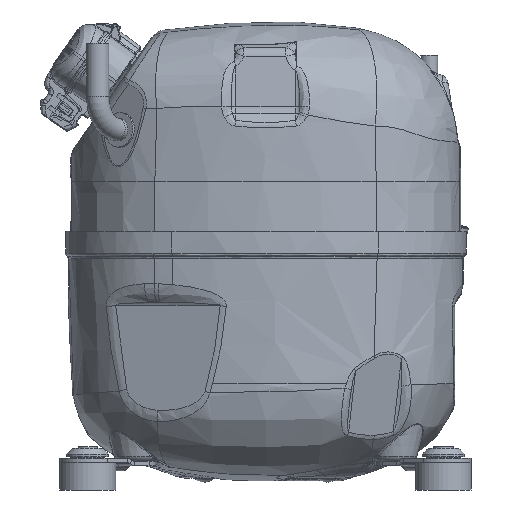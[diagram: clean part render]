
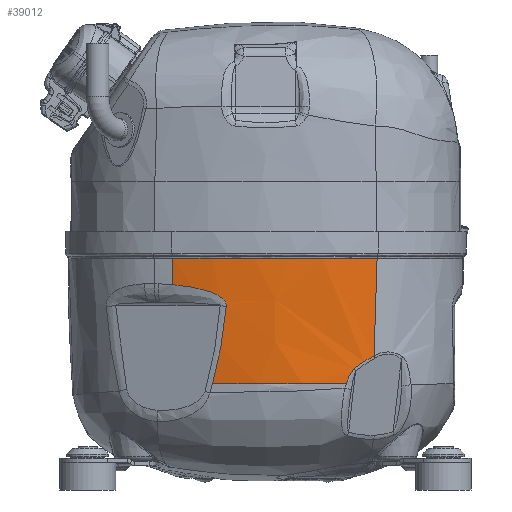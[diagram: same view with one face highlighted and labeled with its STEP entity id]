
A CAD part, front view. The second image highlights one B-rep face of the part: STEP entity #39012.
In plain terms, the highlighted free-form (B-spline) face has degree [3, 3] with [7, 4] control points.
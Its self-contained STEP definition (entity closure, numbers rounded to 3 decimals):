
#559=B_SPLINE_SURFACE_WITH_KNOTS('',3,3,((#266375,#266376,#266377,#266378),
(#266379,#266380,#266381,#266382),(#266383,#266384,#266385,#266386),(#266387,
#266388,#266389,#266390),(#266391,#266392,#266393,#266394),(#266395,#266396,
#266397,#266398),(#266399,#266400,#266401,#266402)),.UNSPECIFIED.,.F.,.F.,
 .F.,(4,3,4),(4,4),(0.,0.5,1.),(0.,1.),.UNSPECIFIED.);
#8414=FACE_OUTER_BOUND('',#47196,.T.);
#30087=B_SPLINE_CURVE_WITH_KNOTS('',3,(#265421,#265422,#265423,#265424),
 .UNSPECIFIED.,.F.,.F.,(4,4),(0.,1.),.UNSPECIFIED.);
#30088=B_SPLINE_CURVE_WITH_KNOTS('',3,(#265439,#265440,#265441,#265442,
#265443,#265444,#265445,#265446),.UNSPECIFIED.,.F.,.F.,(4,2,2,4),(0.,0.5,
0.75,1.),.UNSPECIFIED.);
#30090=B_SPLINE_CURVE_WITH_KNOTS('',3,(#265476,#265477,#265478,#265479,
#265480,#265481),.UNSPECIFIED.,.F.,.F.,(4,2,4),(0.,0.5,1.),
 .UNSPECIFIED.);
#30092=B_SPLINE_CURVE_WITH_KNOTS('',3,(#265515,#265516,#265517,#265518),
 .UNSPECIFIED.,.F.,.F.,(4,4),(0.,1.),.UNSPECIFIED.);
#30093=B_SPLINE_CURVE_WITH_KNOTS('',3,(#265539,#265540,#265541,#265542,
#265543,#265544,#265545,#265546,#265547,#265548),.UNSPECIFIED.,.F.,.F.,
(4,2,2,2,4),(0.,0.5,0.75,0.875,1.),.UNSPECIFIED.);
#30110=B_SPLINE_CURVE_WITH_KNOTS('',3,(#266296,#266297,#266298,#266299),
 .UNSPECIFIED.,.F.,.F.,(4,4),(0.,1.),.UNSPECIFIED.);
#30115=B_SPLINE_CURVE_WITH_KNOTS('',3,(#266362,#266363,#266364,#266365,
#266366,#266367,#266368,#266369),.UNSPECIFIED.,.F.,.F.,(4,2,2,4),(0.,0.5,
0.75,1.),.UNSPECIFIED.);
#30116=B_SPLINE_CURVE_WITH_KNOTS('',3,(#266371,#266372,#266373,#266374),
 .UNSPECIFIED.,.F.,.F.,(4,4),(0.,1.),.UNSPECIFIED.);
#39012=ADVANCED_FACE('',(#8414),#559,.T.);
#47196=EDGE_LOOP('',(#76890,#76891,#76892,#76893,#76894,#76895,#76896,#76897));
#76890=ORIENTED_EDGE('',*,*,#103295,.T.);
#76891=ORIENTED_EDGE('',*,*,#103300,.T.);
#76892=ORIENTED_EDGE('',*,*,#103301,.T.);
#76893=ORIENTED_EDGE('',*,*,#103273,.T.);
#76894=ORIENTED_EDGE('',*,*,#103271,.T.);
#76895=ORIENTED_EDGE('',*,*,#103269,.T.);
#76896=ORIENTED_EDGE('',*,*,#103267,.T.);
#76897=ORIENTED_EDGE('',*,*,#103265,.T.);
#88104=VERTEX_POINT('',#265420);
#88105=VERTEX_POINT('',#265425);
#88106=VERTEX_POINT('',#265447);
#88107=VERTEX_POINT('',#265482);
#88108=VERTEX_POINT('',#265519);
#88109=VERTEX_POINT('',#265549);
#88118=VERTEX_POINT('',#266295);
#88121=VERTEX_POINT('',#266370);
#103265=EDGE_CURVE('',#88105,#88104,#30087,.T.);
#103267=EDGE_CURVE('',#88106,#88105,#30088,.T.);
#103269=EDGE_CURVE('',#88107,#88106,#30090,.T.);
#103271=EDGE_CURVE('',#88108,#88107,#30092,.T.);
#103273=EDGE_CURVE('',#88109,#88108,#30093,.T.);
#103295=EDGE_CURVE('',#88104,#88118,#30110,.T.);
#103300=EDGE_CURVE('',#88118,#88121,#30115,.T.);
#103301=EDGE_CURVE('',#88121,#88109,#30116,.T.);
#265420=CARTESIAN_POINT('',(61.985,-76.42,-59.013));
#265421=CARTESIAN_POINT('',(50.466,-79.445,-66.778));
#265422=CARTESIAN_POINT('',(54.11,-78.635,-63.833));
#265423=CARTESIAN_POINT('',(57.941,-77.645,-61.199));
#265424=CARTESIAN_POINT('',(61.985,-76.42,-59.013));
#265425=CARTESIAN_POINT('',(50.466,-79.445,-66.778));
#265439=CARTESIAN_POINT('',(46.183,-80.08,-74.998));
#265440=CARTESIAN_POINT('',(46.664,-80.05,-73.506));
#265441=CARTESIAN_POINT('',(47.198,-80.001,-72.037));
#265442=CARTESIAN_POINT('',(48.189,-79.868,-69.911));
#265443=CARTESIAN_POINT('',(48.551,-79.814,-69.214));
#265444=CARTESIAN_POINT('',(49.386,-79.669,-67.903));
#265445=CARTESIAN_POINT('',(49.859,-79.58,-67.268));
#265446=CARTESIAN_POINT('',(50.466,-79.445,-66.778));
#265447=CARTESIAN_POINT('',(46.183,-80.08,-74.998));
#265476=CARTESIAN_POINT('',(-30.264,-83.231,-74.997));
#265477=CARTESIAN_POINT('',(-17.612,-85.198,-74.996));
#265478=CARTESIAN_POINT('',(-4.671,-85.935,-74.995));
#265479=CARTESIAN_POINT('',(21.055,-84.864,-74.995));
#265480=CARTESIAN_POINT('',(33.836,-83.058,-74.996));
#265481=CARTESIAN_POINT('',(46.183,-80.08,-74.998));
#265482=CARTESIAN_POINT('',(-30.264,-83.231,-74.997));
#265515=CARTESIAN_POINT('',(-22.445,-85.952,-30.857));
#265516=CARTESIAN_POINT('',(-23.788,-85.487,-45.794));
#265517=CARTESIAN_POINT('',(-26.182,-84.658,-60.622));
#265518=CARTESIAN_POINT('',(-30.264,-83.231,-74.997));
#265519=CARTESIAN_POINT('',(-22.445,-85.952,-30.857));
#265539=CARTESIAN_POINT('',(-52.999,-80.308,-18.513));
#265540=CARTESIAN_POINT('',(-47.307,-81.855,-19.012));
#265541=CARTESIAN_POINT('',(-41.597,-83.134,-19.767));
#265542=CARTESIAN_POINT('',(-33.121,-84.641,-22.004));
#265543=CARTESIAN_POINT('',(-30.303,-85.074,-22.926));
#265544=CARTESIAN_POINT('',(-26.424,-85.58,-24.997));
#265545=CARTESIAN_POINT('',(-25.164,-85.728,-25.811));
#265546=CARTESIAN_POINT('',(-23.098,-85.939,-27.945));
#265547=CARTESIAN_POINT('',(-22.31,-85.999,-29.355));
#265548=CARTESIAN_POINT('',(-22.445,-85.952,-30.857));
#265549=CARTESIAN_POINT('',(-52.999,-80.308,-18.513));
#266295=CARTESIAN_POINT('',(63.71,-77.163,-3.599));
#266296=CARTESIAN_POINT('',(61.985,-76.42,-59.013));
#266297=CARTESIAN_POINT('',(63.126,-76.908,-40.567));
#266298=CARTESIAN_POINT('',(63.698,-77.157,-22.088));
#266299=CARTESIAN_POINT('',(63.71,-77.163,-3.599));
#266362=CARTESIAN_POINT('',(63.71,-77.163,-3.599));
#266363=CARTESIAN_POINT('',(44.865,-83.443,-3.599));
#266364=CARTESIAN_POINT('',(25.573,-86.843,-3.599));
#266365=CARTESIAN_POINT('',(-4.026,-87.701,-3.599));
#266366=CARTESIAN_POINT('',(-14.018,-87.256,-3.599));
#266367=CARTESIAN_POINT('',(-33.705,-84.908,-3.599));
#266368=CARTESIAN_POINT('',(-43.418,-83.017,-3.599));
#266369=CARTESIAN_POINT('',(-53.,-80.405,-3.599));
#266370=CARTESIAN_POINT('',(-53.,-80.405,-3.599));
#266371=CARTESIAN_POINT('',(-53.,-80.405,-3.599));
#266372=CARTESIAN_POINT('',(-53.,-80.402,-8.595));
#266373=CARTESIAN_POINT('',(-53.,-80.37,-13.566));
#266374=CARTESIAN_POINT('',(-52.999,-80.308,-18.513));
#266375=CARTESIAN_POINT('',(64.372,-76.941,-3.171));
#266376=CARTESIAN_POINT('',(64.37,-76.938,-27.257));
#266377=CARTESIAN_POINT('',(63.885,-76.365,-51.344));
#266378=CARTESIAN_POINT('',(62.922,-75.225,-75.43));
#266379=CARTESIAN_POINT('',(45.789,-83.206,-3.171));
#266380=CARTESIAN_POINT('',(45.788,-83.203,-27.256));
#266381=CARTESIAN_POINT('',(45.443,-82.583,-51.341));
#266382=CARTESIAN_POINT('',(44.758,-81.349,-75.426));
#266383=CARTESIAN_POINT('',(25.815,-86.851,-3.171));
#266384=CARTESIAN_POINT('',(25.814,-86.848,-27.255));
#266385=CARTESIAN_POINT('',(25.62,-86.201,-51.34));
#266386=CARTESIAN_POINT('',(25.234,-84.913,-75.424));
#266387=CARTESIAN_POINT('',(5.689,-87.42,-3.171));
#266388=CARTESIAN_POINT('',(5.689,-87.417,-27.255));
#266389=CARTESIAN_POINT('',(5.646,-86.765,-51.34));
#266390=CARTESIAN_POINT('',(5.561,-85.468,-75.424));
#266391=CARTESIAN_POINT('',(-14.437,-87.988,-3.171));
#266392=CARTESIAN_POINT('',(-14.436,-87.985,-27.255));
#266393=CARTESIAN_POINT('',(-14.327,-87.329,-51.34));
#266394=CARTESIAN_POINT('',(-14.111,-86.024,-75.424));
#266395=CARTESIAN_POINT('',(-34.675,-85.476,-3.171));
#266396=CARTESIAN_POINT('',(-34.674,-85.473,-27.256));
#266397=CARTESIAN_POINT('',(-34.413,-84.836,-51.341));
#266398=CARTESIAN_POINT('',(-33.894,-83.569,-75.425));
#266399=CARTESIAN_POINT('',(-53.732,-80.204,-3.171));
#266400=CARTESIAN_POINT('',(-53.731,-80.201,-27.257));
#266401=CARTESIAN_POINT('',(-53.326,-79.603,-51.342));
#266402=CARTESIAN_POINT('',(-52.522,-78.415,-75.428));
